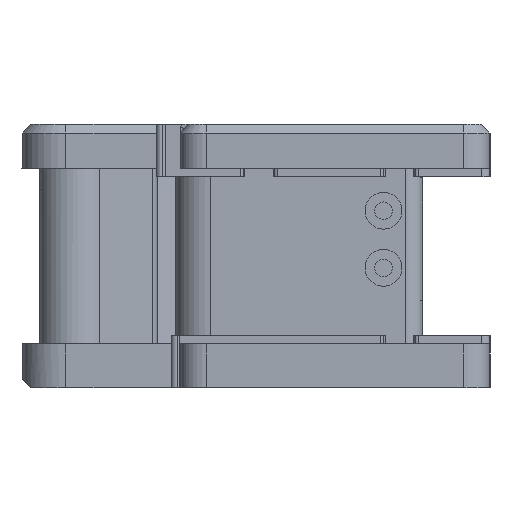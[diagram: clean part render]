
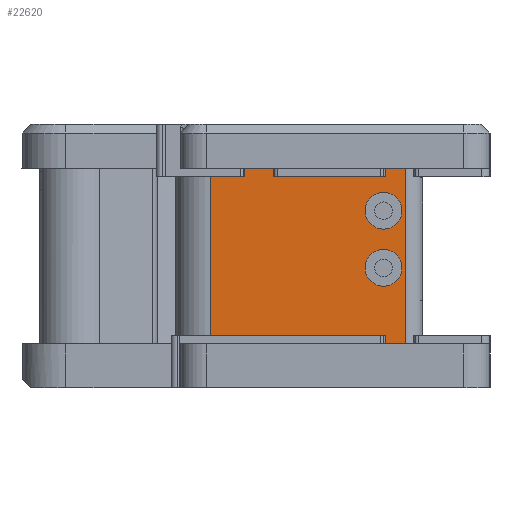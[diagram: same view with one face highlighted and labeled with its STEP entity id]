
A CAD part, left-side view. The second image highlights one B-rep face of the part: STEP entity #22620.
In plain terms, the highlighted planar face has unit normal (-1, 0, 0).
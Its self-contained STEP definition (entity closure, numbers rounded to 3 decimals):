
#1023=FACE_BOUND('',#4772,.T.);
#1024=FACE_BOUND('',#4773,.T.);
#2184=CIRCLE('',#24979,2.1);
#2186=CIRCLE('',#24982,2.1);
#3395=FACE_OUTER_BOUND('',#4771,.T.);
#4771=EDGE_LOOP('',(#20668,#20669,#20670,#20671));
#4772=EDGE_LOOP('',(#20672));
#4773=EDGE_LOOP('',(#20673));
#6503=LINE('',#50525,#8463);
#6534=LINE('',#50678,#8494);
#6751=LINE('',#51354,#8711);
#6752=LINE('',#51356,#8712);
#8463=VECTOR('',#30885,1.);
#8494=VECTOR('',#31016,1.);
#8711=VECTOR('',#31673,1.);
#8712=VECTOR('',#31676,1.);
#10586=VERTEX_POINT('',#50522);
#10587=VERTEX_POINT('',#50524);
#10658=VERTEX_POINT('',#50675);
#10659=VERTEX_POINT('',#50677);
#10838=VERTEX_POINT('',#51272);
#10840=VERTEX_POINT('',#51278);
#13756=EDGE_CURVE('',#10586,#10587,#6503,.T.);
#13832=EDGE_CURVE('',#10658,#10659,#6534,.T.);
#14110=EDGE_CURVE('',#10838,#10838,#2184,.T.);
#14113=EDGE_CURVE('',#10840,#10840,#2186,.T.);
#14151=EDGE_CURVE('',#10659,#10586,#6751,.T.);
#14152=EDGE_CURVE('',#10587,#10658,#6752,.T.);
#20668=ORIENTED_EDGE('',*,*,#14152,.F.);
#20669=ORIENTED_EDGE('',*,*,#13756,.F.);
#20670=ORIENTED_EDGE('',*,*,#14151,.F.);
#20671=ORIENTED_EDGE('',*,*,#13832,.F.);
#20672=ORIENTED_EDGE('',*,*,#14110,.T.);
#20673=ORIENTED_EDGE('',*,*,#14113,.T.);
#21402=PLANE('',#25010);
#22620=ADVANCED_FACE('',(#3395,#1023,#1024),#21402,.T.);
#24979=AXIS2_PLACEMENT_3D('',#51273,#31577,#31578);
#24982=AXIS2_PLACEMENT_3D('',#51279,#31584,#31585);
#25010=AXIS2_PLACEMENT_3D('',#51355,#31674,#31675);
#30885=DIRECTION('',(0.,-1.,0.));
#31016=DIRECTION('',(0.,1.,0.));
#31577=DIRECTION('center_axis',(1.,0.,0.));
#31578=DIRECTION('ref_axis',(0.,-1.,0.));
#31584=DIRECTION('center_axis',(1.,0.,0.));
#31585=DIRECTION('ref_axis',(0.,-1.,0.));
#31673=DIRECTION('',(0.,0.,1.));
#31674=DIRECTION('center_axis',(-1.,0.,0.));
#31675=DIRECTION('ref_axis',(0.,1.,0.));
#31676=DIRECTION('',(0.,0.,-1.));
#50522=CARTESIAN_POINT('',(66.288,70.591,-3.306));
#50524=CARTESIAN_POINT('',(66.288,48.427,-3.306));
#50525=CARTESIAN_POINT('',(66.288,51.377,-3.306));
#50675=CARTESIAN_POINT('',(66.288,48.427,-23.306));
#50677=CARTESIAN_POINT('',(66.288,70.591,-23.306));
#50678=CARTESIAN_POINT('',(66.288,51.377,-23.306));
#51272=CARTESIAN_POINT('',(66.288,53.,-14.651));
#51273=CARTESIAN_POINT('Origin',(66.288,50.9,-14.651));
#51278=CARTESIAN_POINT('',(66.288,53.,-8.151));
#51279=CARTESIAN_POINT('Origin',(66.288,50.9,-8.151));
#51354=CARTESIAN_POINT('',(66.288,70.591,-3.306));
#51355=CARTESIAN_POINT('Origin',(66.288,38.477,-3.306));
#51356=CARTESIAN_POINT('',(66.288,48.427,-3.306));
